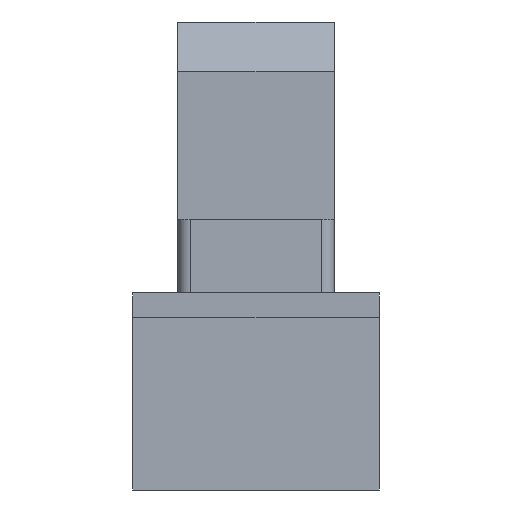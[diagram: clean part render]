
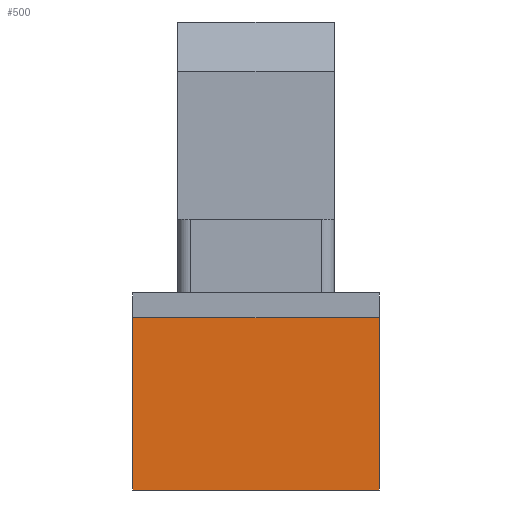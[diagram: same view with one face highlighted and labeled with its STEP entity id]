
A CAD part, left-side view. The second image highlights one B-rep face of the part: STEP entity #500.
In plain terms, the highlighted planar face has unit normal (-1, 0, 0).
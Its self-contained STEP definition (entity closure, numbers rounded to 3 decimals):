
#62 = LINE ( 'NONE', #2070, #2271 ) ;
#99 = EDGE_CURVE ( 'NONE', #2079, #725, #1082, .T. ) ;
#146 = CARTESIAN_POINT ( 'NONE',  ( 15.04, -5., 7. ) ) ;
#205 = VECTOR ( 'NONE', #1191, 1000. ) ;
#254 = VERTEX_POINT ( 'NONE', #1895 ) ;
#310 = EDGE_LOOP ( 'NONE', ( #1634, #1463, #1341, #1930 ) ) ;
#443 = DIRECTION ( 'NONE',  ( 0., 0., -1. ) ) ;
#500 = ADVANCED_FACE ( 'NONE', ( #988 ), #1811, .F. ) ;
#679 = VECTOR ( 'NONE', #1377, 1000. ) ;
#725 = VERTEX_POINT ( 'NONE', #146 ) ;
#776 = DIRECTION ( 'NONE',  ( 0., 0., -1. ) ) ;
#811 = DIRECTION ( 'NONE',  ( 1., 0., 0. ) ) ;
#854 = LINE ( 'NONE', #1108, #2118 ) ;
#988 = FACE_OUTER_BOUND ( 'NONE', #310, .T. ) ;
#1033 = LINE ( 'NONE', #1539, #679 ) ;
#1082 = LINE ( 'NONE', #2390, #205 ) ;
#1108 = CARTESIAN_POINT ( 'NONE',  ( 15.04, -5., 0. ) ) ;
#1176 = EDGE_CURVE ( 'NONE', #725, #254, #62, .T. ) ;
#1186 = CARTESIAN_POINT ( 'NONE',  ( 15.04, 5., 0. ) ) ;
#1191 = DIRECTION ( 'NONE',  ( 0., -1., 0. ) ) ;
#1307 = DIRECTION ( 'NONE',  ( 0., -1., 0. ) ) ;
#1341 = ORIENTED_EDGE ( 'NONE', *, *, #99, .F. ) ;
#1377 = DIRECTION ( 'NONE',  ( 0., 0., -1. ) ) ;
#1386 = VERTEX_POINT ( 'NONE', #1186 ) ;
#1463 = ORIENTED_EDGE ( 'NONE', *, *, #1176, .F. ) ;
#1539 = CARTESIAN_POINT ( 'NONE',  ( 15.04, 5., 7. ) ) ;
#1583 = CARTESIAN_POINT ( 'NONE',  ( 15.04, 5., 7. ) ) ;
#1634 = ORIENTED_EDGE ( 'NONE', *, *, #2468, .T. ) ;
#1811 = PLANE ( 'NONE',  #2494 ) ;
#1895 = CARTESIAN_POINT ( 'NONE',  ( 15.04, -5., 0. ) ) ;
#1899 = EDGE_CURVE ( 'NONE', #2079, #1386, #1033, .T. ) ;
#1930 = ORIENTED_EDGE ( 'NONE', *, *, #1899, .T. ) ;
#2007 = CARTESIAN_POINT ( 'NONE',  ( 15.04, -5., 7. ) ) ;
#2070 = CARTESIAN_POINT ( 'NONE',  ( 15.04, -5., 7. ) ) ;
#2079 = VERTEX_POINT ( 'NONE', #1583 ) ;
#2118 = VECTOR ( 'NONE', #1307, 1000. ) ;
#2271 = VECTOR ( 'NONE', #443, 1000. ) ;
#2390 = CARTESIAN_POINT ( 'NONE',  ( 15.04, -5., 7. ) ) ;
#2468 = EDGE_CURVE ( 'NONE', #1386, #254, #854, .T. ) ;
#2494 = AXIS2_PLACEMENT_3D ( 'NONE', #2007, #811, #776 ) ;
